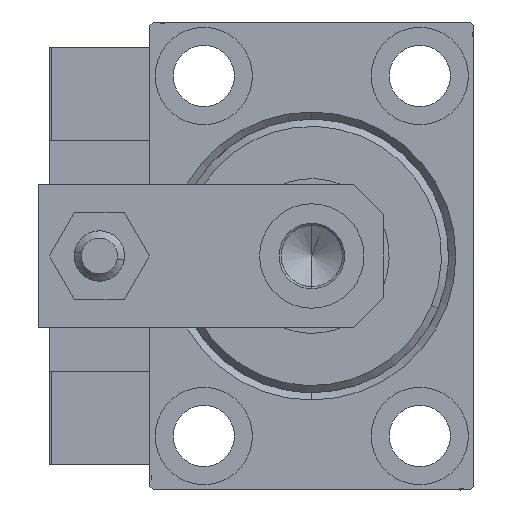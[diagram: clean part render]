
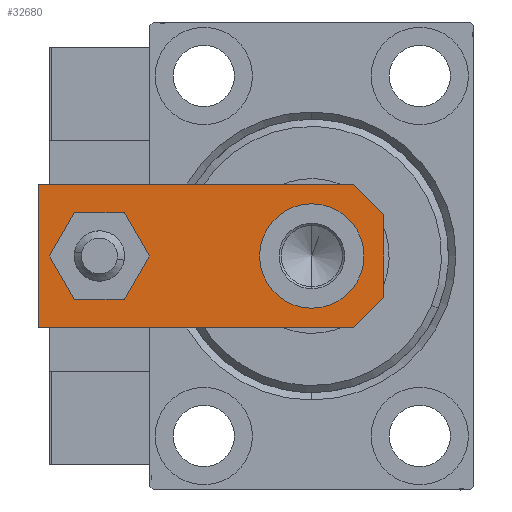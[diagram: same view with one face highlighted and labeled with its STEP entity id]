
A CAD part, left-side view. The second image highlights one B-rep face of the part: STEP entity #32680.
In plain terms, the highlighted face is planar.
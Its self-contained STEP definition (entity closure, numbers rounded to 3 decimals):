
#449 = CARTESIAN_POINT ( 'NONE',  ( -10., 48., 6. ) ) ;
#1321 = CARTESIAN_POINT ( 'NONE',  ( 10., 0., 6. ) ) ;
#1385 = DIRECTION ( 'NONE',  ( 1., 0., 0. ) ) ;
#1872 = DIRECTION ( 'NONE',  ( 0.707, -0.707, 0. ) ) ;
#2084 = VECTOR ( 'NONE', #6209, 1000. ) ;
#2360 = ORIENTED_EDGE ( 'NONE', *, *, #38977, .T. ) ;
#2575 = CARTESIAN_POINT ( 'NONE',  ( 0., 39.5, 6. ) ) ;
#2626 = CARTESIAN_POINT ( 'NONE',  ( -10., 48., 6. ) ) ;
#2821 = DIRECTION ( 'NONE',  ( 1., 0., 0. ) ) ;
#3122 = FACE_BOUND ( 'NONE', #14869, .T. ) ;
#4560 = LINE ( 'NONE', #47420, #36473 ) ;
#4867 = DIRECTION ( 'NONE',  ( 0., 1., 0. ) ) ;
#4945 = EDGE_LOOP ( 'NONE', ( #22109, #7456, #21630, #2360, #45116, #10881 ) ) ;
#5163 = CARTESIAN_POINT ( 'NONE',  ( 10., 4.24, 6. ) ) ;
#5933 = VECTOR ( 'NONE', #26169, 1000. ) ;
#6209 = DIRECTION ( 'NONE',  ( 1., 0., 0. ) ) ;
#6632 = CIRCLE ( 'NONE', #34890, 4. ) ;
#6673 = VERTEX_POINT ( 'NONE', #15116 ) ;
#7456 = ORIENTED_EDGE ( 'NONE', *, *, #25450, .T. ) ;
#9120 = DIRECTION ( 'NONE',  ( 0., 0., 1. ) ) ;
#9504 = EDGE_CURVE ( 'NONE', #50107, #26521, #15197, .T. ) ;
#9661 = AXIS2_PLACEMENT_3D ( 'NONE', #25290, #40766, #21502 ) ;
#10818 = EDGE_LOOP ( 'NONE', ( #31485, #30915 ) ) ;
#10881 = ORIENTED_EDGE ( 'NONE', *, *, #15852, .T. ) ;
#10898 = VERTEX_POINT ( 'NONE', #26785 ) ;
#12307 = EDGE_CURVE ( 'NONE', #23818, #10898, #22591, .T. ) ;
#12387 = CARTESIAN_POINT ( 'NONE',  ( -5.76, 0., 6. ) ) ;
#13897 = CARTESIAN_POINT ( 'NONE',  ( 5.76, 0., 6. ) ) ;
#14047 = PLANE ( 'NONE',  #23623 ) ;
#14869 = EDGE_LOOP ( 'NONE', ( #23927, #33940 ) ) ;
#15116 = CARTESIAN_POINT ( 'NONE',  ( -10., 4.24, 6. ) ) ;
#15197 = CIRCLE ( 'NONE', #38674, 4. ) ;
#15852 = EDGE_CURVE ( 'NONE', #17986, #34152, #4560, .T. ) ;
#17986 = VERTEX_POINT ( 'NONE', #38559 ) ;
#18340 = DIRECTION ( 'NONE',  ( 0.707, 0.707, 0. ) ) ;
#19487 = CARTESIAN_POINT ( 'NONE',  ( 4., 39.5, 6. ) ) ;
#20029 = DIRECTION ( 'NONE',  ( -1., 0., 0. ) ) ;
#20526 = DIRECTION ( 'NONE',  ( 1., 0., 0. ) ) ;
#21502 = DIRECTION ( 'NONE',  ( 1., 0., 0. ) ) ;
#21630 = ORIENTED_EDGE ( 'NONE', *, *, #31530, .T. ) ;
#22109 = ORIENTED_EDGE ( 'NONE', *, *, #35524, .T. ) ;
#22384 = DIRECTION ( 'NONE',  ( 0., 0., 1. ) ) ;
#22502 = EDGE_CURVE ( 'NONE', #26521, #50107, #6632, .T. ) ;
#22591 = CIRCLE ( 'NONE', #9661, 7.25 ) ;
#23623 = AXIS2_PLACEMENT_3D ( 'NONE', #45464, #22384, #34021 ) ;
#23818 = VERTEX_POINT ( 'NONE', #36296 ) ;
#23927 = ORIENTED_EDGE ( 'NONE', *, *, #44400, .F. ) ;
#25290 = CARTESIAN_POINT ( 'NONE',  ( 0., 10., 6. ) ) ;
#25428 = LINE ( 'NONE', #36316, #41533 ) ;
#25450 = EDGE_CURVE ( 'NONE', #6673, #38218, #25428, .T. ) ;
#26079 = VECTOR ( 'NONE', #4867, 1000. ) ;
#26169 = DIRECTION ( 'NONE',  ( 0., -1., 0. ) ) ;
#26521 = VERTEX_POINT ( 'NONE', #45853 ) ;
#26785 = CARTESIAN_POINT ( 'NONE',  ( -7.25, 10., 6. ) ) ;
#26794 = VERTEX_POINT ( 'NONE', #13897 ) ;
#28045 = LINE ( 'NONE', #35650, #2084 ) ;
#28302 = VERTEX_POINT ( 'NONE', #5163 ) ;
#29978 = FACE_BOUND ( 'NONE', #10818, .T. ) ;
#30220 = CARTESIAN_POINT ( 'NONE',  ( 2.88, -2.88, 6. ) ) ;
#30915 = ORIENTED_EDGE ( 'NONE', *, *, #9504, .F. ) ;
#31485 = ORIENTED_EDGE ( 'NONE', *, *, #22502, .F. ) ;
#31530 = EDGE_CURVE ( 'NONE', #38218, #26794, #28045, .T. ) ;
#32154 = CARTESIAN_POINT ( 'NONE',  ( 0., 10., 6. ) ) ;
#32680 = ADVANCED_FACE ( 'NONE', ( #29978, #33291, #3122 ), #14047, .T. ) ;
#32913 = EDGE_CURVE ( 'NONE', #28302, #17986, #36783, .T. ) ;
#33291 = FACE_OUTER_BOUND ( 'NONE', #4945, .T. ) ;
#33940 = ORIENTED_EDGE ( 'NONE', *, *, #12307, .F. ) ;
#34021 = DIRECTION ( 'NONE',  ( 1., 0., 0. ) ) ;
#34152 = VERTEX_POINT ( 'NONE', #449 ) ;
#34530 = CIRCLE ( 'NONE', #35371, 7.25 ) ;
#34890 = AXIS2_PLACEMENT_3D ( 'NONE', #36591, #43722, #1385 ) ;
#35371 = AXIS2_PLACEMENT_3D ( 'NONE', #32154, #9120, #20526 ) ;
#35524 = EDGE_CURVE ( 'NONE', #34152, #6673, #44206, .T. ) ;
#35650 = CARTESIAN_POINT ( 'NONE',  ( -10., 0., 6. ) ) ;
#36296 = CARTESIAN_POINT ( 'NONE',  ( 7.25, 10., 6. ) ) ;
#36316 = CARTESIAN_POINT ( 'NONE',  ( -2.88, -2.88, 6. ) ) ;
#36473 = VECTOR ( 'NONE', #20029, 1000. ) ;
#36591 = CARTESIAN_POINT ( 'NONE',  ( 0., 39.5, 6. ) ) ;
#36783 = LINE ( 'NONE', #1321, #26079 ) ;
#38218 = VERTEX_POINT ( 'NONE', #12387 ) ;
#38559 = CARTESIAN_POINT ( 'NONE',  ( 10., 48., 6. ) ) ;
#38674 = AXIS2_PLACEMENT_3D ( 'NONE', #2575, #48970, #2821 ) ;
#38977 = EDGE_CURVE ( 'NONE', #26794, #28302, #49513, .T. ) ;
#40766 = DIRECTION ( 'NONE',  ( 0., 0., 1. ) ) ;
#41533 = VECTOR ( 'NONE', #1872, 1000. ) ;
#43722 = DIRECTION ( 'NONE',  ( 0., 0., 1. ) ) ;
#44142 = VECTOR ( 'NONE', #18340, 1000. ) ;
#44206 = LINE ( 'NONE', #2626, #5933 ) ;
#44400 = EDGE_CURVE ( 'NONE', #10898, #23818, #34530, .T. ) ;
#45116 = ORIENTED_EDGE ( 'NONE', *, *, #32913, .T. ) ;
#45464 = CARTESIAN_POINT ( 'NONE',  ( 0., 0., 6. ) ) ;
#45853 = CARTESIAN_POINT ( 'NONE',  ( -4., 39.5, 6. ) ) ;
#47420 = CARTESIAN_POINT ( 'NONE',  ( 10., 48., 6. ) ) ;
#48970 = DIRECTION ( 'NONE',  ( 0., 0., 1. ) ) ;
#49513 = LINE ( 'NONE', #30220, #44142 ) ;
#50107 = VERTEX_POINT ( 'NONE', #19487 ) ;
